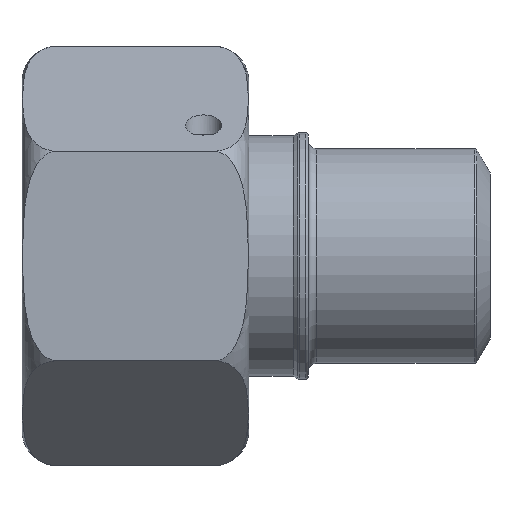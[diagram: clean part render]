
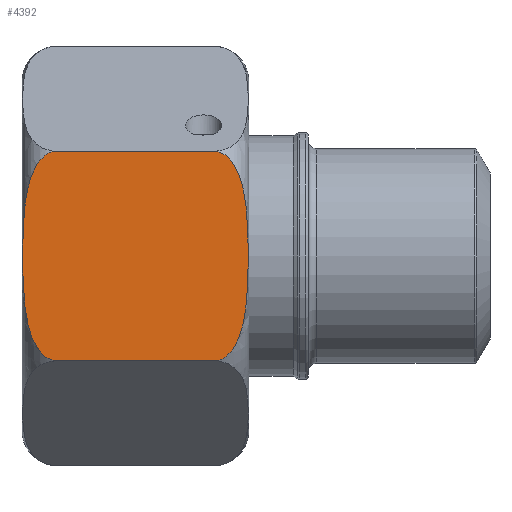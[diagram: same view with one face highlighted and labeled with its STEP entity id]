
A CAD part, front view. The second image highlights one B-rep face of the part: STEP entity #4392.
In plain terms, the highlighted planar face has unit normal (0, -1, 0).
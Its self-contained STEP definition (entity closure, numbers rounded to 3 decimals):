
#251=LINE('',#7249,#763);
#252=LINE('',#7250,#764);
#763=VECTOR('',#5282,1.);
#764=VECTOR('',#5283,1.);
#1133=B_SPLINE_CURVE_WITH_KNOTS('',3,(#6792,#6793,#6794,#6795,#6796,#6797,
#6798,#6799,#6800,#6801,#6802,#6803,#6804,#6805,#6806,#6807,#6808,#6809,
#6810,#6811,#6812,#6813),.UNSPECIFIED.,.F.,.F.,(4,2,2,2,2,2,2,2,2,2,4),
(1.134,1.197,1.305,1.482,1.856,
2.23,2.604,2.978,3.155,3.264,
3.326),.UNSPECIFIED.);
#1138=B_SPLINE_CURVE_WITH_KNOTS('',3,(#6908,#6909,#6910,#6911,#6912,#6913,
#6914,#6915,#6916,#6917,#6918,#6919,#6920,#6921,#6922,#6923,#6924,#6925,
#6926,#6927,#6928,#6929,#6930),.UNSPECIFIED.,.F.,.F.,(4,2,2,2,2,3,2,2,2,
2,4),(3.364,3.427,3.535,3.712,
4.086,4.46,4.834,5.208,5.386,
5.494,5.557),.UNSPECIFIED.);
#1179=PLANE('',#4770);
#1389=FACE_OUTER_BOUND('',#1647,.T.);
#1647=EDGE_LOOP('',(#3282,#3283,#3284,#3285));
#2143=VERTEX_POINT('',#6768);
#2144=VERTEX_POINT('',#6791);
#2148=VERTEX_POINT('',#6906);
#2149=VERTEX_POINT('',#6907);
#2577=EDGE_CURVE('',#2144,#2143,#1133,.T.);
#2582=EDGE_CURVE('',#2148,#2149,#1138,.T.);
#2612=EDGE_CURVE('',#2149,#2144,#251,.T.);
#2613=EDGE_CURVE('',#2148,#2143,#252,.T.);
#3282=ORIENTED_EDGE('',*,*,#2612,.T.);
#3283=ORIENTED_EDGE('',*,*,#2577,.T.);
#3284=ORIENTED_EDGE('',*,*,#2613,.F.);
#3285=ORIENTED_EDGE('',*,*,#2582,.T.);
#4392=ADVANCED_FACE('',(#1389),#1179,.F.);
#4770=AXIS2_PLACEMENT_3D('',#7248,#5280,#5281);
#5280=DIRECTION('center_axis',(0.,1.,0.));
#5281=DIRECTION('ref_axis',(0.,0.,1.));
#5282=DIRECTION('',(-1.,0.,0.));
#5283=DIRECTION('',(-1.,0.,0.));
#6768=CARTESIAN_POINT('',(3.306,-18.,-10.392));
#6791=CARTESIAN_POINT('',(3.306,-18.,10.392));
#6792=CARTESIAN_POINT('Ctrl Pts',(3.306,-18.,10.392));
#6793=CARTESIAN_POINT('Ctrl Pts',(3.085,-18.,10.368));
#6794=CARTESIAN_POINT('Ctrl Pts',(2.855,-18.,10.294));
#6795=CARTESIAN_POINT('Ctrl Pts',(2.345,-18.,10.041));
#6796=CARTESIAN_POINT('Ctrl Pts',(2.019,-18.,9.756));
#6797=CARTESIAN_POINT('Ctrl Pts',(1.411,-18.,9.024));
#6798=CARTESIAN_POINT('Ctrl Pts',(1.097,-18.,8.388));
#6799=CARTESIAN_POINT('Ctrl Pts',(0.476,-18.,6.658));
#6800=CARTESIAN_POINT('Ctrl Pts',(0.292,-18.,5.322));
#6801=CARTESIAN_POINT('Ctrl Pts',(0.091,-18.,2.616));
#6802=CARTESIAN_POINT('Ctrl Pts',(0.073,-18.,1.247));
#6803=CARTESIAN_POINT('Ctrl Pts',(0.073,-18.,-1.247));
#6804=CARTESIAN_POINT('Ctrl Pts',(0.091,-18.,-2.616));
#6805=CARTESIAN_POINT('Ctrl Pts',(0.292,-18.,-5.322));
#6806=CARTESIAN_POINT('Ctrl Pts',(0.476,-18.,-6.658));
#6807=CARTESIAN_POINT('Ctrl Pts',(1.097,-18.,-8.388));
#6808=CARTESIAN_POINT('Ctrl Pts',(1.411,-18.,-9.024));
#6809=CARTESIAN_POINT('Ctrl Pts',(2.019,-18.,-9.756));
#6810=CARTESIAN_POINT('Ctrl Pts',(2.345,-18.,-10.041));
#6811=CARTESIAN_POINT('Ctrl Pts',(2.855,-18.,-10.294));
#6812=CARTESIAN_POINT('Ctrl Pts',(3.085,-18.,-10.368));
#6813=CARTESIAN_POINT('Ctrl Pts',(3.306,-18.,-10.392));
#6906=CARTESIAN_POINT('',(19.194,-18.,-10.392));
#6907=CARTESIAN_POINT('',(19.194,-18.,10.392));
#6908=CARTESIAN_POINT('Ctrl Pts',(19.194,-18.,-10.392));
#6909=CARTESIAN_POINT('Ctrl Pts',(19.415,-18.,-10.368));
#6910=CARTESIAN_POINT('Ctrl Pts',(19.645,-18.,-10.294));
#6911=CARTESIAN_POINT('Ctrl Pts',(20.155,-18.,-10.041));
#6912=CARTESIAN_POINT('Ctrl Pts',(20.481,-18.,-9.756));
#6913=CARTESIAN_POINT('Ctrl Pts',(21.089,-18.,-9.024));
#6914=CARTESIAN_POINT('Ctrl Pts',(21.403,-18.,-8.388));
#6915=CARTESIAN_POINT('Ctrl Pts',(22.024,-18.,-6.658));
#6916=CARTESIAN_POINT('Ctrl Pts',(22.208,-18.,-5.322));
#6917=CARTESIAN_POINT('Ctrl Pts',(22.409,-18.,-2.616));
#6918=CARTESIAN_POINT('Ctrl Pts',(22.427,-18.,-1.247));
#6919=CARTESIAN_POINT('Ctrl Pts',(22.427,-18.,0.));
#6920=CARTESIAN_POINT('Ctrl Pts',(22.427,-18.,1.247));
#6921=CARTESIAN_POINT('Ctrl Pts',(22.409,-18.,2.616));
#6922=CARTESIAN_POINT('Ctrl Pts',(22.208,-18.,5.322));
#6923=CARTESIAN_POINT('Ctrl Pts',(22.024,-18.,6.658));
#6924=CARTESIAN_POINT('Ctrl Pts',(21.403,-18.,8.388));
#6925=CARTESIAN_POINT('Ctrl Pts',(21.089,-18.,9.024));
#6926=CARTESIAN_POINT('Ctrl Pts',(20.481,-18.,9.756));
#6927=CARTESIAN_POINT('Ctrl Pts',(20.155,-18.,10.041));
#6928=CARTESIAN_POINT('Ctrl Pts',(19.645,-18.,10.294));
#6929=CARTESIAN_POINT('Ctrl Pts',(19.415,-18.,10.368));
#6930=CARTESIAN_POINT('Ctrl Pts',(19.194,-18.,10.392));
#7248=CARTESIAN_POINT('Origin',(25.,-18.,10.392));
#7249=CARTESIAN_POINT('',(25.,-18.,10.392));
#7250=CARTESIAN_POINT('',(25.,-18.,-10.392));
